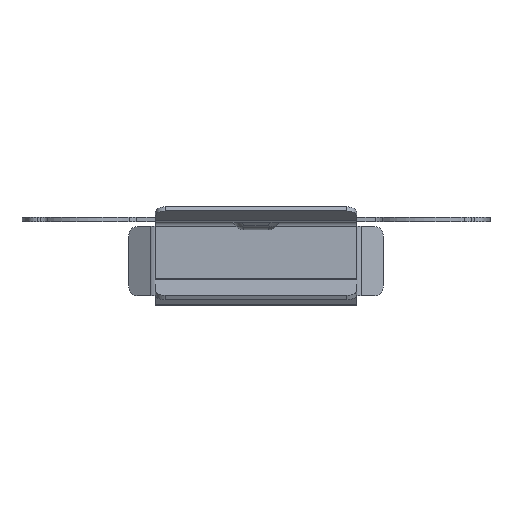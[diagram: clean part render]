
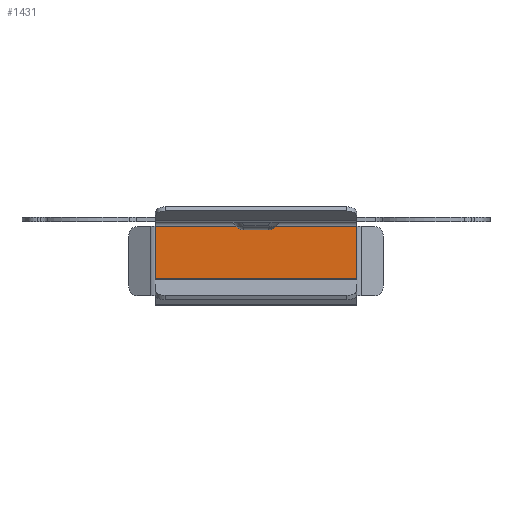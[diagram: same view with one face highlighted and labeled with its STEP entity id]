
A CAD part, front view. The second image highlights one B-rep face of the part: STEP entity #1431.
In plain terms, the highlighted planar face has unit normal (0, -1, 0).
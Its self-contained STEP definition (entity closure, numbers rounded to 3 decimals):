
#239 = DIRECTION ( 'NONE',  ( 1., 0., 0. ) ) ;
#297 = CARTESIAN_POINT ( 'NONE',  ( 0., 0., -0.35 ) ) ;
#388 = AXIS2_PLACEMENT_3D ( 'NONE', #3746, #2809, #966 ) ;
#420 = ORIENTED_EDGE ( 'NONE', *, *, #3951, .F. ) ;
#539 = EDGE_CURVE ( 'NONE', #2319, #2367, #3281, .T. ) ;
#547 = VECTOR ( 'NONE', #2562, 1000. ) ;
#552 = CARTESIAN_POINT ( 'NONE',  ( -15., 0., -0.35 ) ) ;
#872 = FACE_OUTER_BOUND ( 'NONE', #1259, .T. ) ;
#966 = DIRECTION ( 'NONE',  ( 0., 0., 1. ) ) ;
#996 = CARTESIAN_POINT ( 'NONE',  ( 0., 0., 0. ) ) ;
#1128 = CARTESIAN_POINT ( 'NONE',  ( 0., 0., -5.517 ) ) ;
#1259 = EDGE_LOOP ( 'NONE', ( #2968, #1683, #3400, #420 ) ) ;
#1334 = VECTOR ( 'NONE', #239, 1000. ) ;
#1431 = ADVANCED_FACE ( 'NONE', ( #872 ), #1570, .F. ) ;
#1570 = PLANE ( 'NONE',  #388 ) ;
#1622 = DIRECTION ( 'NONE',  ( 0., 0., 1. ) ) ;
#1683 = ORIENTED_EDGE ( 'NONE', *, *, #3039, .T. ) ;
#1714 = VECTOR ( 'NONE', #3913, 1000. ) ;
#2006 = VERTEX_POINT ( 'NONE', #297 ) ;
#2036 = CARTESIAN_POINT ( 'NONE',  ( -15., 0., -5.517 ) ) ;
#2174 = LINE ( 'NONE', #996, #3741 ) ;
#2233 = CARTESIAN_POINT ( 'NONE',  ( -15., 0., 0. ) ) ;
#2319 = VERTEX_POINT ( 'NONE', #2987 ) ;
#2367 = VERTEX_POINT ( 'NONE', #1128 ) ;
#2562 = DIRECTION ( 'NONE',  ( 0., 0., 1. ) ) ;
#2576 = EDGE_CURVE ( 'NONE', #3070, #2006, #3001, .T. ) ;
#2809 = DIRECTION ( 'NONE',  ( 0., 1., 0. ) ) ;
#2849 = CARTESIAN_POINT ( 'NONE',  ( -15., 0., -0.35 ) ) ;
#2968 = ORIENTED_EDGE ( 'NONE', *, *, #539, .T. ) ;
#2987 = CARTESIAN_POINT ( 'NONE',  ( -15., 0., -5.517 ) ) ;
#3001 = LINE ( 'NONE', #552, #1334 ) ;
#3020 = LINE ( 'NONE', #2233, #547 ) ;
#3039 = EDGE_CURVE ( 'NONE', #2367, #2006, #2174, .T. ) ;
#3070 = VERTEX_POINT ( 'NONE', #2849 ) ;
#3281 = LINE ( 'NONE', #2036, #1714 ) ;
#3400 = ORIENTED_EDGE ( 'NONE', *, *, #2576, .F. ) ;
#3741 = VECTOR ( 'NONE', #1622, 1000. ) ;
#3746 = CARTESIAN_POINT ( 'NONE',  ( -15., 0., 0. ) ) ;
#3913 = DIRECTION ( 'NONE',  ( 1., 0., 0. ) ) ;
#3951 = EDGE_CURVE ( 'NONE', #2319, #3070, #3020, .T. ) ;
